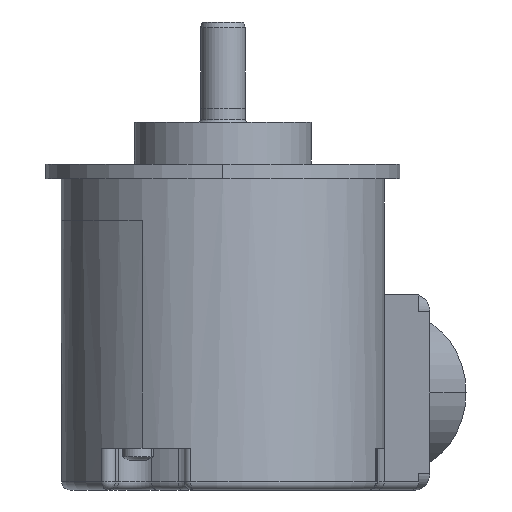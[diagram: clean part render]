
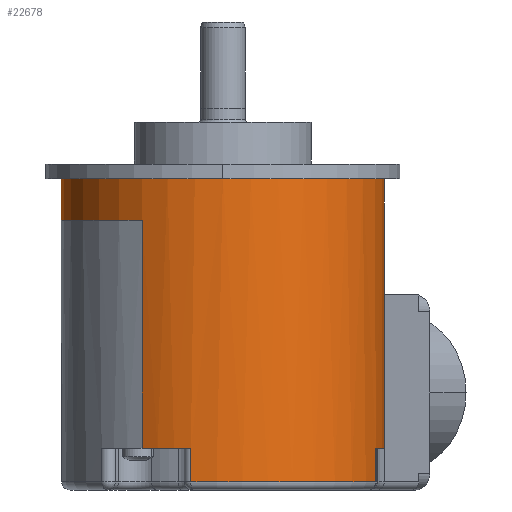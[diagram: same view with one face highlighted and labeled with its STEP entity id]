
A CAD part, left-side view. The second image highlights one B-rep face of the part: STEP entity #22678.
In plain terms, the highlighted cylindrical face has radius 29 mm (diameter 58 mm), a partial arc.
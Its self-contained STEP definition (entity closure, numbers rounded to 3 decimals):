
#3854=CARTESIAN_POINT('',(0.,0.,12.4));
#3855=DIRECTION('',(0.,0.,1.));
#3856=DIRECTION('',(0.,-1.,0.));
#3857=AXIS2_PLACEMENT_3D('',#3854,#3855,#3856);
#3939=DIRECTION('',(0.,0.,1.));
#3940=VECTOR('',#3939,7.5);
#3941=CARTESIAN_POINT('',(0.,-29.,12.4));
#3942=LINE('',#3941,#3940);
#3943=DIRECTION('',(0.,0.,-1.));
#3944=VECTOR('',#3943,13.4);
#3945=CARTESIAN_POINT('',(25.115,-14.5,12.4));
#3946=LINE('',#3945,#3944);
#3947=DIRECTION('',(0.,0.,-1.));
#3948=VECTOR('',#3947,40.9);
#3949=CARTESIAN_POINT('',(-25.115,14.5,12.4));
#3950=LINE('',#3949,#3948);
#3951=CARTESIAN_POINT('',(0.,0.,12.4));
#3952=DIRECTION('',(0.,0.,1.));
#3953=DIRECTION('',(0.,1.,0.));
#3954=AXIS2_PLACEMENT_3D('',#3951,#3952,#3953);
#3956=DIRECTION('',(0.,0.,1.));
#3957=VECTOR('',#3956,7.5);
#3958=CARTESIAN_POINT('',(0.,29.,12.4));
#3959=LINE('',#3958,#3957);
#3976=CARTESIAN_POINT('',(0.,0.,-1.));
#3977=DIRECTION('',(0.,0.,1.));
#3978=DIRECTION('',(0.262,-0.965,0.));
#3979=AXIS2_PLACEMENT_3D('',#3976,#3977,#3978);
#8569=DIRECTION('',(0.,0.,1.));
#8570=VECTOR('',#8569,27.5);
#8571=CARTESIAN_POINT('',(7.584,-27.991,-28.5));
#8572=LINE('',#8571,#8570);
#8676=DIRECTION('',(0.,0.,-1.));
#8677=VECTOR('',#8676,6.);
#8678=CARTESIAN_POINT('',(-9.241,-27.488,-28.5));
#8679=LINE('',#8678,#8677);
#8694=CARTESIAN_POINT('',(0.,0.,-34.5));
#8695=DIRECTION('',(0.,0.,-1.));
#8696=DIRECTION('',(-0.319,-0.948,0.));
#8697=AXIS2_PLACEMENT_3D('',#8694,#8695,#8696);
#8728=DIRECTION('',(0.,0.,1.));
#8729=VECTOR('',#8728,6.);
#8730=CARTESIAN_POINT('',(-28.426,5.741,-34.5));
#8731=LINE('',#8730,#8729);
#9494=CARTESIAN_POINT('',(0.,0.,-28.5));
#9495=DIRECTION('',(0.,0.,1.));
#9496=DIRECTION('',(-0.866,0.5,0.));
#9497=AXIS2_PLACEMENT_3D('',#9494,#9495,#9496);
#9962=CARTESIAN_POINT('',(0.,0.,-28.5));
#9963=DIRECTION('',(0.,0.,1.));
#9964=DIRECTION('',(-0.319,-0.948,0.));
#9965=AXIS2_PLACEMENT_3D('',#9962,#9963,#9964);
#10422=CARTESIAN_POINT('',(0.,0.,19.9));
#10423=DIRECTION('',(0.,0.,1.));
#10424=DIRECTION('',(0.,1.,0.));
#10425=AXIS2_PLACEMENT_3D('',#10422,#10423,#10424);
#17642=CARTESIAN_POINT('',(0.,29.,19.9));
#17643=CARTESIAN_POINT('',(0.,-29.,19.9));
#17644=VERTEX_POINT('',#17642);
#17645=VERTEX_POINT('',#17643);
#17966=CARTESIAN_POINT('',(7.584,-27.991,-1.));
#17967=VERTEX_POINT('',#17966);
#17968=CARTESIAN_POINT('',(25.115,-14.5,-1.));
#17969=VERTEX_POINT('',#17968);
#17977=CARTESIAN_POINT('',(7.584,-27.991,-28.5));
#17979=VERTEX_POINT('',#17977);
#17990=CARTESIAN_POINT('',(-9.241,-27.488,-28.5));
#17991=VERTEX_POINT('',#17990);
#17992=CARTESIAN_POINT('',(-28.426,5.741,-28.5));
#17993=VERTEX_POINT('',#17992);
#17998=CARTESIAN_POINT('',(-25.115,14.5,-28.5));
#17999=VERTEX_POINT('',#17998);
#18062=CARTESIAN_POINT('',(-9.241,-27.488,-34.5));
#18063=CARTESIAN_POINT('',(-28.426,5.741,-34.5));
#18064=VERTEX_POINT('',#18062);
#18065=VERTEX_POINT('',#18063);
#18100=CARTESIAN_POINT('',(0.,29.,12.4));
#18101=CARTESIAN_POINT('',(-25.115,14.5,12.4));
#18102=VERTEX_POINT('',#18100);
#18103=VERTEX_POINT('',#18101);
#18104=CARTESIAN_POINT('',(0.,-29.,12.4));
#18105=CARTESIAN_POINT('',(25.115,-14.5,12.4));
#18106=VERTEX_POINT('',#18104);
#18107=VERTEX_POINT('',#18105);
#22649=CARTESIAN_POINT('',(0.,0.,31.5));
#22650=DIRECTION('',(0.,0.,-1.));
#22651=DIRECTION('',(0.,1.,0.));
#22652=AXIS2_PLACEMENT_3D('',#22649,#22650,#22651);
#22653=CYLINDRICAL_SURFACE('',#22652,29.);
#22654=ORIENTED_EDGE('',*,*,#22625,.F.);
#22655=ORIENTED_EDGE('',*,*,#22623,.T.);
#22656=ORIENTED_EDGE('',*,*,#22621,.T.);
#22658=ORIENTED_EDGE('',*,*,#22657,.F.);
#22660=ORIENTED_EDGE('',*,*,#22659,.F.);
#22662=ORIENTED_EDGE('',*,*,#22661,.F.);
#22664=ORIENTED_EDGE('',*,*,#22663,.T.);
#22666=ORIENTED_EDGE('',*,*,#22665,.T.);
#22668=ORIENTED_EDGE('',*,*,#22667,.T.);
#22670=ORIENTED_EDGE('',*,*,#22669,.F.);
#22671=ORIENTED_EDGE('',*,*,#22605,.F.);
#22672=ORIENTED_EDGE('',*,*,#22603,.F.);
#22673=ORIENTED_EDGE('',*,*,#22601,.T.);
#22675=ORIENTED_EDGE('',*,*,#22674,.T.);
#22676=EDGE_LOOP('',(#22654,#22655,#22656,#22658,#22660,#22662,#22664,#22666,
#22668,#22670,#22671,#22672,#22673,#22675));
#22677=FACE_OUTER_BOUND('',#22676,.F.);
#3858=CIRCLE('',#3857,29.);
#3955=CIRCLE('',#3954,29.);
#3980=CIRCLE('',#3979,29.);
#8698=CIRCLE('',#8697,29.);
#9498=CIRCLE('',#9497,29.);
#9966=CIRCLE('',#9965,29.);
#10426=CIRCLE('',#10425,29.);
#22601=EDGE_CURVE('',#18102,#17644,#3959,.T.);
#22603=EDGE_CURVE('',#18102,#18103,#3955,.T.);
#22605=EDGE_CURVE('',#18103,#17999,#3950,.T.);
#22621=EDGE_CURVE('',#18107,#17969,#3946,.T.);
#22623=EDGE_CURVE('',#18106,#18107,#3858,.T.);
#22625=EDGE_CURVE('',#18106,#17645,#3942,.T.);
#22657=EDGE_CURVE('',#17967,#17969,#3980,.T.);
#22659=EDGE_CURVE('',#17979,#17967,#8572,.T.);
#22661=EDGE_CURVE('',#17991,#17979,#9966,.T.);
#22663=EDGE_CURVE('',#17991,#18064,#8679,.T.);
#22665=EDGE_CURVE('',#18064,#18065,#8698,.T.);
#22667=EDGE_CURVE('',#18065,#17993,#8731,.T.);
#22669=EDGE_CURVE('',#17999,#17993,#9498,.T.);
#22674=EDGE_CURVE('',#17644,#17645,#10426,.T.);
#22678=ADVANCED_FACE('',(#22677),#22653,.T.);
